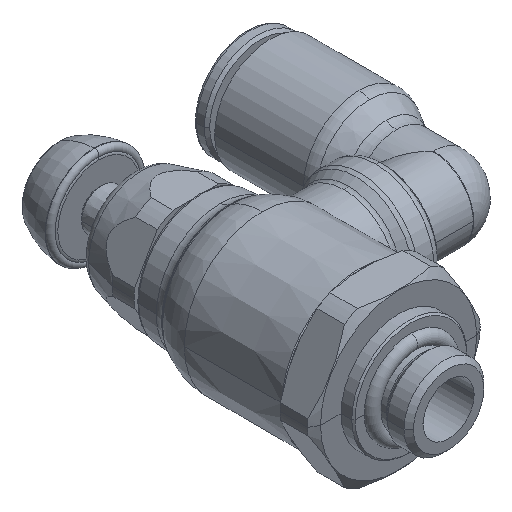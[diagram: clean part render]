
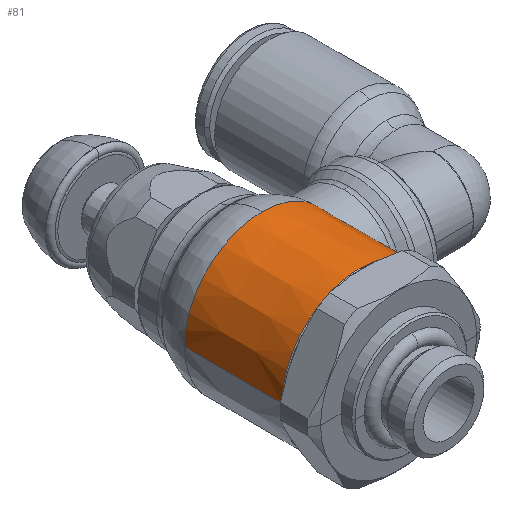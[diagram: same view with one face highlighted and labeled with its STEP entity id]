
A CAD part, isometric view. The second image highlights one B-rep face of the part: STEP entity #81.
In plain terms, the highlighted conical face has half-angle 0.066 degrees and reference radius 9.493 mm.
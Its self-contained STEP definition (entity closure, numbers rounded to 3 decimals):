
#81=ADVANCED_FACE('',(#284),#285,.T.);
#284=FACE_OUTER_BOUND('',#633,.T.);
#285=CONICAL_SURFACE('',#634,9.493,0.001);
#633=EDGE_LOOP('',(#1178,#1179,#1180,#1181,#1182,#1183));
#634=AXIS2_PLACEMENT_3D('',#1184,#1185,#1186);
#1178=ORIENTED_EDGE('',*,*,#2405,.F.);
#1179=ORIENTED_EDGE('',*,*,#2406,.T.);
#1180=ORIENTED_EDGE('',*,*,#2407,.F.);
#1181=ORIENTED_EDGE('',*,*,#2408,.T.);
#1182=ORIENTED_EDGE('',*,*,#2403,.F.);
#1183=ORIENTED_EDGE('',*,*,#2409,.F.);
#1184=CARTESIAN_POINT('',(0.0,16.744,0.0));
#1185=DIRECTION('',(-0.0,-1.0,-0.0));
#1186=DIRECTION('',(-1.0,0.0,0.0));
#2403=EDGE_CURVE('',#2961,#2963,#2964,.T.);
#2405=EDGE_CURVE('',#2966,#2967,#2968,.T.);
#2406=EDGE_CURVE('',#2966,#2969,#2970,.T.);
#2407=EDGE_CURVE('',#2971,#2969,#2972,.T.);
#2408=EDGE_CURVE('',#2971,#2963,#2973,.T.);
#2409=EDGE_CURVE('',#2967,#2961,#2974,.T.);
#2961=VERTEX_POINT('',#3733);
#2963=VERTEX_POINT('',#3735);
#2964=CIRCLE('',#3736,9.486);
#2966=VERTEX_POINT('',#3769);
#2967=VERTEX_POINT('',#3770);
#2968=LINE('',#3771,#3772);
#2969=VERTEX_POINT('',#3773);
#2970=CIRCLE('',#3774,9.5);
#2971=VERTEX_POINT('',#3775);
#2972=LINE('',#3776,#3777);
#2973=B_SPLINE_CURVE_WITH_KNOTS('',3,(#3778,#3779,#3780,#3781,#3782,#3783,#3784,#3785,#3786,#3787,#3788,#3789,#3790,#3791,#3792,#3793,#3794,#3795,#3796,#3797,#3798,#3799,#3800,#3801,#3802,#3803,#3804,#3805,#3806,#3807,#3808,#3809,#3810,#3811),.UNSPECIFIED.,.F.,.F.,(4,2,2,2,2,2,2,2,2,2,2,2,2,2,2,2,4),(0.0,1.232,2.464,3.695,4.927,6.146,7.365,8.584,9.803,11.022,12.241,13.46,14.679,15.911,17.143,18.375,19.606),.UNSPECIFIED.);
#2974=CIRCLE('',#3812,9.486);
#3733=CARTESIAN_POINT('',(0.,22.702,9.486));
#3735=CARTESIAN_POINT('',(7.157,22.702,6.226));
#3736=AXIS2_PLACEMENT_3D('',#9695,#9696,#9697);
#3769=CARTESIAN_POINT('',(-9.5,10.786,0.0));
#3770=CARTESIAN_POINT('',(-9.486,22.702,0.));
#3771=CARTESIAN_POINT('',(-9.493,16.744,0.));
#3772=VECTOR('',#9698,1.0);
#3773=CARTESIAN_POINT('',(9.5,10.786,0.));
#3774=AXIS2_PLACEMENT_3D('',#9699,#9700,#9701);
#3775=CARTESIAN_POINT('',(9.493,17.0,0.));
#3776=CARTESIAN_POINT('',(9.493,16.744,0.));
#3777=VECTOR('',#9702,1.0);
#3778=CARTESIAN_POINT('',(7.136,23.255,-6.25));
#3779=CARTESIAN_POINT('',(7.136,22.844,-6.25));
#3780=CARTESIAN_POINT('',(7.173,22.427,-6.21));
#3781=CARTESIAN_POINT('',(7.313,21.608,-6.045));
#3782=CARTESIAN_POINT('',(7.417,21.207,-5.921));
#3783=CARTESIAN_POINT('',(7.663,20.443,-5.6));
#3784=CARTESIAN_POINT('',(7.806,20.081,-5.402));
#3785=CARTESIAN_POINT('',(8.102,19.411,-4.949));
#3786=CARTESIAN_POINT('',(8.255,19.104,-4.693));
#3787=CARTESIAN_POINT('',(8.54,18.563,-4.152));
#3788=CARTESIAN_POINT('',(8.684,18.308,-3.847));
#3789=CARTESIAN_POINT('',(8.951,17.853,-3.178));
#3790=CARTESIAN_POINT('',(9.074,17.653,-2.813));
#3791=CARTESIAN_POINT('',(9.278,17.33,-2.046));
#3792=CARTESIAN_POINT('',(9.359,17.205,-1.642));
#3793=CARTESIAN_POINT('',(9.466,17.04,-0.822));
#3794=CARTESIAN_POINT('',(9.493,17.0,-0.406));
#3795=CARTESIAN_POINT('',(9.493,17.0,0.406));
#3796=CARTESIAN_POINT('',(9.466,17.04,0.822));
#3797=CARTESIAN_POINT('',(9.359,17.205,1.642));
#3798=CARTESIAN_POINT('',(9.278,17.33,2.046));
#3799=CARTESIAN_POINT('',(9.074,17.653,2.813));
#3800=CARTESIAN_POINT('',(8.951,17.853,3.178));
#3801=CARTESIAN_POINT('',(8.684,18.308,3.847));
#3802=CARTESIAN_POINT('',(8.54,18.563,4.152));
#3803=CARTESIAN_POINT('',(8.255,19.104,4.693));
#3804=CARTESIAN_POINT('',(8.102,19.411,4.949));
#3805=CARTESIAN_POINT('',(7.806,20.081,5.402));
#3806=CARTESIAN_POINT('',(7.663,20.443,5.6));
#3807=CARTESIAN_POINT('',(7.417,21.207,5.921));
#3808=CARTESIAN_POINT('',(7.313,21.608,6.045));
#3809=CARTESIAN_POINT('',(7.173,22.427,6.21));
#3810=CARTESIAN_POINT('',(7.136,22.844,6.25));
#3811=CARTESIAN_POINT('',(7.136,23.255,6.25));
#3812=AXIS2_PLACEMENT_3D('',#9703,#9704,#9705);
#9695=CARTESIAN_POINT('',(0.0,22.702,0.0));
#9696=DIRECTION('',(0.0,1.0,0.0));
#9697=DIRECTION('',(-1.0,0.0,0.0));
#9698=DIRECTION('',(0.001,1.,0.));
#9699=CARTESIAN_POINT('',(0.0,10.786,0.0));
#9700=DIRECTION('',(0.0,1.0,0.0));
#9701=DIRECTION('',(-1.0,0.0,0.0));
#9702=DIRECTION('',(0.001,-1.,0.));
#9703=CARTESIAN_POINT('',(0.0,22.702,0.0));
#9704=DIRECTION('',(0.0,1.0,0.0));
#9705=DIRECTION('',(-1.0,0.0,0.0));
